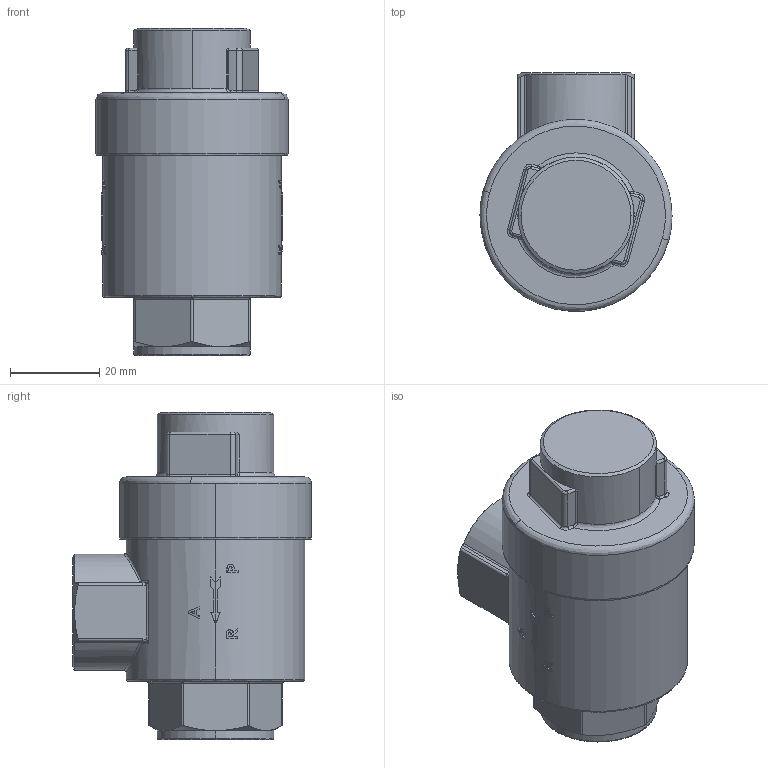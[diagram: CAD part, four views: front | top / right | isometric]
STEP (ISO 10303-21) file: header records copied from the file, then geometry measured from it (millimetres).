
FILE_DESCRIPTION (( 'STEP AP214' ), '1' );
FILE_NAME ('DRF.SNEL05.STEP', '2018-09-03T11:17:44', ( '' ), ( '' ), 'SwSTEP 2.0', 'SolidWorks 2018', '' );
FILE_SCHEMA (( 'AUTOMOTIVE_DESIGN' ));
Length unit declared in the file: millimetre
Products named in the file (1): DRF.SNEL05
Bounding box: 43 x 53.48 x 73.2 mm (x, y, z)
Volume: 82972.7 mm3; surface area: 12170.2 mm2
Topology: 1 solids, 1 shells, 275 faces, 699 edges, 427 vertices
Faces by surface type: bspline 121, plane 74, cylinder 70, cone 10
Entity records: 17740 total; most frequent: CARTESIAN_POINT 12062, ORIENTED_EDGE 1370, DIRECTION 855, EDGE_CURVE 685, VERTEX_POINT 427, AXIS2_PLACEMENT_3D 290, EDGE_LOOP 290, VECTOR 275
